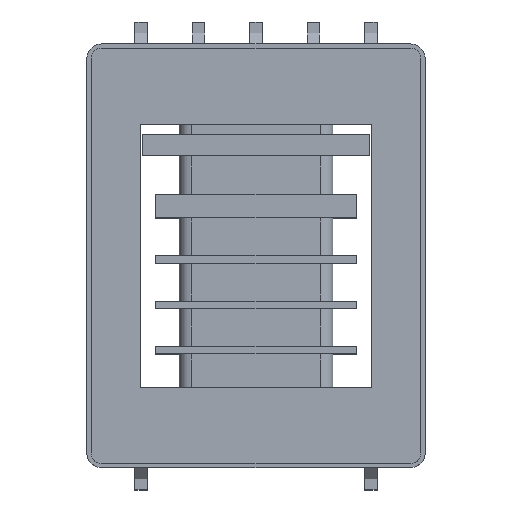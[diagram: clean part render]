
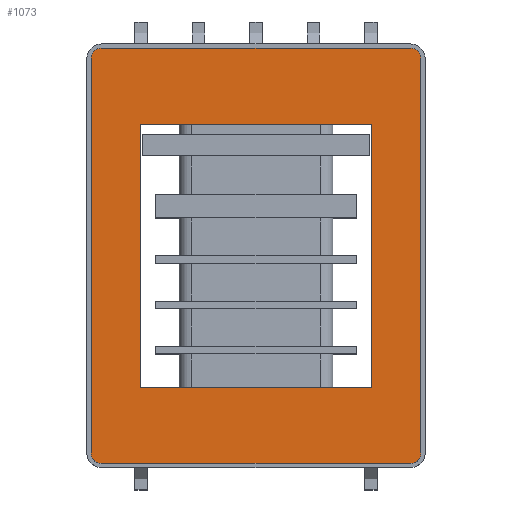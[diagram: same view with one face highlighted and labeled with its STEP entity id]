
A CAD part, top view. The second image highlights one B-rep face of the part: STEP entity #1073.
In plain terms, the highlighted planar face has unit normal (0, 0, 1).
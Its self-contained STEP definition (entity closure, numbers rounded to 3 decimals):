
#24 = LINE ( 'NONE', #2655, #2079 ) ;
#51 = VERTEX_POINT ( 'NONE', #415 ) ;
#66 = CARTESIAN_POINT ( 'NONE',  ( -7.325, 9.85, 2.5 ) ) ;
#91 = CARTESIAN_POINT ( 'NONE',  ( -7.325, 9.35, 2.5 ) ) ;
#164 = LINE ( 'NONE', #2679, #2347 ) ;
#206 = CARTESIAN_POINT ( 'NONE',  ( -7.325, -9.35, 2.5 ) ) ;
#208 = DIRECTION ( 'NONE',  ( 0., 1., 0. ) ) ;
#233 = CARTESIAN_POINT ( 'NONE',  ( 5.48, 6.25, 2.5 ) ) ;
#245 = VERTEX_POINT ( 'NONE', #66 ) ;
#315 = VECTOR ( 'NONE', #4804, 1000. ) ;
#323 = EDGE_CURVE ( 'NONE', #4233, #245, #4959, .T. ) ;
#415 = CARTESIAN_POINT ( 'NONE',  ( 5.48, -6.25, 2.5 ) ) ;
#447 = LINE ( 'NONE', #555, #315 ) ;
#460 = VERTEX_POINT ( 'NONE', #1580 ) ;
#475 = FACE_BOUND ( 'NONE', #4549, .T. ) ;
#500 = DIRECTION ( 'NONE',  ( 1., 0., 0. ) ) ;
#555 = CARTESIAN_POINT ( 'NONE',  ( -5.48, -6.25, 2.5 ) ) ;
#556 = AXIS2_PLACEMENT_3D ( 'NONE', #91, #2959, #500 ) ;
#559 = CARTESIAN_POINT ( 'NONE',  ( -7.825, -9.35, 2.5 ) ) ;
#624 = DIRECTION ( 'NONE',  ( 1., 0., 0. ) ) ;
#645 = EDGE_CURVE ( 'NONE', #245, #2088, #4244, .T. ) ;
#672 = VERTEX_POINT ( 'NONE', #4202 ) ;
#680 = VECTOR ( 'NONE', #2984, 1000. ) ;
#784 = EDGE_CURVE ( 'NONE', #3527, #51, #447, .T. ) ;
#892 = LINE ( 'NONE', #4177, #4012 ) ;
#920 = CARTESIAN_POINT ( 'NONE',  ( -7.825, -9.85, 2.5 ) ) ;
#957 = CARTESIAN_POINT ( 'NONE',  ( 7.825, 9.85, 2.5 ) ) ;
#1022 = VERTEX_POINT ( 'NONE', #3296 ) ;
#1073 = ADVANCED_FACE ( 'NONE', ( #475, #4850 ), #4981, .T. ) ;
#1220 = DIRECTION ( 'NONE',  ( 0., 0., 1. ) ) ;
#1395 = CARTESIAN_POINT ( 'NONE',  ( 5.48, 6.25, 2.5 ) ) ;
#1526 = VECTOR ( 'NONE', #4276, 1000. ) ;
#1580 = CARTESIAN_POINT ( 'NONE',  ( 7.825, -9.35, 2.5 ) ) ;
#1599 = EDGE_CURVE ( 'NONE', #3108, #1022, #5294, .T. ) ;
#1654 = LINE ( 'NONE', #1395, #1526 ) ;
#1700 = ORIENTED_EDGE ( 'NONE', *, *, #1599, .T. ) ;
#1718 = DIRECTION ( 'NONE',  ( 0., 0., 1. ) ) ;
#1740 = ORIENTED_EDGE ( 'NONE', *, *, #1801, .F. ) ;
#1761 = DIRECTION ( 'NONE',  ( -1., 0., 0. ) ) ;
#1784 = CARTESIAN_POINT ( 'NONE',  ( 7.325, -9.85, 2.5 ) ) ;
#1792 = VERTEX_POINT ( 'NONE', #5123 ) ;
#1801 = EDGE_CURVE ( 'NONE', #1792, #3527, #24, .T. ) ;
#1828 = CARTESIAN_POINT ( 'NONE',  ( 7.325, -9.35, 2.5 ) ) ;
#1867 = VERTEX_POINT ( 'NONE', #233 ) ;
#1870 = DIRECTION ( 'NONE',  ( 1., 0., 0. ) ) ;
#1914 = EDGE_LOOP ( 'NONE', ( #5277, #1700, #2893, #3188, #3590, #4627, #2743, #4260 ) ) ;
#2079 = VECTOR ( 'NONE', #3075, 1000. ) ;
#2088 = VERTEX_POINT ( 'NONE', #3637 ) ;
#2130 = DIRECTION ( 'NONE',  ( 0., -1., 0. ) ) ;
#2144 = VERTEX_POINT ( 'NONE', #1784 ) ;
#2164 = CARTESIAN_POINT ( 'NONE',  ( -5.48, -6.25, 2.5 ) ) ;
#2249 = DIRECTION ( 'NONE',  ( 1., 0., 0. ) ) ;
#2260 = CARTESIAN_POINT ( 'NONE',  ( 7.825, -9.85, 2.5 ) ) ;
#2347 = VECTOR ( 'NONE', #1870, 1000. ) ;
#2426 = ORIENTED_EDGE ( 'NONE', *, *, #4634, .F. ) ;
#2629 = AXIS2_PLACEMENT_3D ( 'NONE', #1828, #4699, #2249 ) ;
#2655 = CARTESIAN_POINT ( 'NONE',  ( -5.48, 6.25, 2.5 ) ) ;
#2679 = CARTESIAN_POINT ( 'NONE',  ( -7.825, -9.85, 2.5 ) ) ;
#2715 = CARTESIAN_POINT ( 'NONE',  ( 7.325, 9.85, 2.5 ) ) ;
#2743 = ORIENTED_EDGE ( 'NONE', *, *, #323, .T. ) ;
#2893 = ORIENTED_EDGE ( 'NONE', *, *, #3718, .T. ) ;
#2904 = VECTOR ( 'NONE', #1761, 1000. ) ;
#2959 = DIRECTION ( 'NONE',  ( 0., 0., 1. ) ) ;
#2984 = DIRECTION ( 'NONE',  ( 0., 1., 0. ) ) ;
#3075 = DIRECTION ( 'NONE',  ( 0., -1., 0. ) ) ;
#3083 = DIRECTION ( 'NONE',  ( 0., 0., 1. ) ) ;
#3108 = VERTEX_POINT ( 'NONE', #559 ) ;
#3123 = EDGE_CURVE ( 'NONE', #1867, #1792, #1654, .T. ) ;
#3135 = ORIENTED_EDGE ( 'NONE', *, *, #3123, .F. ) ;
#3150 = EDGE_CURVE ( 'NONE', #2144, #460, #4940, .T. ) ;
#3188 = ORIENTED_EDGE ( 'NONE', *, *, #3150, .T. ) ;
#3296 = CARTESIAN_POINT ( 'NONE',  ( -7.325, -9.85, 2.5 ) ) ;
#3377 = CARTESIAN_POINT ( 'NONE',  ( 5.48, -6.25, 2.5 ) ) ;
#3527 = VERTEX_POINT ( 'NONE', #2164 ) ;
#3533 = AXIS2_PLACEMENT_3D ( 'NONE', #206, #3083, #624 ) ;
#3590 = ORIENTED_EDGE ( 'NONE', *, *, #4971, .T. ) ;
#3637 = CARTESIAN_POINT ( 'NONE',  ( -7.825, 9.35, 2.5 ) ) ;
#3665 = CARTESIAN_POINT ( 'NONE',  ( 7.325, 9.35, 2.5 ) ) ;
#3677 = AXIS2_PLACEMENT_3D ( 'NONE', #3665, #1220, #4091 ) ;
#3718 = EDGE_CURVE ( 'NONE', #1022, #2144, #164, .T. ) ;
#3931 = ORIENTED_EDGE ( 'NONE', *, *, #784, .F. ) ;
#3942 = LINE ( 'NONE', #3377, #680 ) ;
#4012 = VECTOR ( 'NONE', #2130, 1000. ) ;
#4013 = CIRCLE ( 'NONE', #3677, 0.5 ) ;
#4027 = AXIS2_PLACEMENT_3D ( 'NONE', #920, #1718, #4598 ) ;
#4091 = DIRECTION ( 'NONE',  ( 1., 0., 0. ) ) ;
#4177 = CARTESIAN_POINT ( 'NONE',  ( -7.825, 9.85, 2.5 ) ) ;
#4202 = CARTESIAN_POINT ( 'NONE',  ( 7.825, 9.35, 2.5 ) ) ;
#4206 = VECTOR ( 'NONE', #208, 1000. ) ;
#4233 = VERTEX_POINT ( 'NONE', #2715 ) ;
#4244 = CIRCLE ( 'NONE', #556, 0.5 ) ;
#4260 = ORIENTED_EDGE ( 'NONE', *, *, #645, .T. ) ;
#4276 = DIRECTION ( 'NONE',  ( -1., 0., 0. ) ) ;
#4429 = EDGE_CURVE ( 'NONE', #672, #4233, #4013, .T. ) ;
#4464 = LINE ( 'NONE', #2260, #4206 ) ;
#4549 = EDGE_LOOP ( 'NONE', ( #1740, #3135, #2426, #3931 ) ) ;
#4598 = DIRECTION ( 'NONE',  ( 1., 0., 0. ) ) ;
#4627 = ORIENTED_EDGE ( 'NONE', *, *, #4429, .T. ) ;
#4634 = EDGE_CURVE ( 'NONE', #51, #1867, #3942, .T. ) ;
#4699 = DIRECTION ( 'NONE',  ( 0., 0., 1. ) ) ;
#4804 = DIRECTION ( 'NONE',  ( 1., 0., 0. ) ) ;
#4850 = FACE_OUTER_BOUND ( 'NONE', #1914, .T. ) ;
#4940 = CIRCLE ( 'NONE', #2629, 0.5 ) ;
#4959 = LINE ( 'NONE', #957, #2904 ) ;
#4971 = EDGE_CURVE ( 'NONE', #460, #672, #4464, .T. ) ;
#4981 = PLANE ( 'NONE',  #4027 ) ;
#5123 = CARTESIAN_POINT ( 'NONE',  ( -5.48, 6.25, 2.5 ) ) ;
#5277 = ORIENTED_EDGE ( 'NONE', *, *, #5325, .T. ) ;
#5294 = CIRCLE ( 'NONE', #3533, 0.5 ) ;
#5325 = EDGE_CURVE ( 'NONE', #2088, #3108, #892, .T. ) ;
